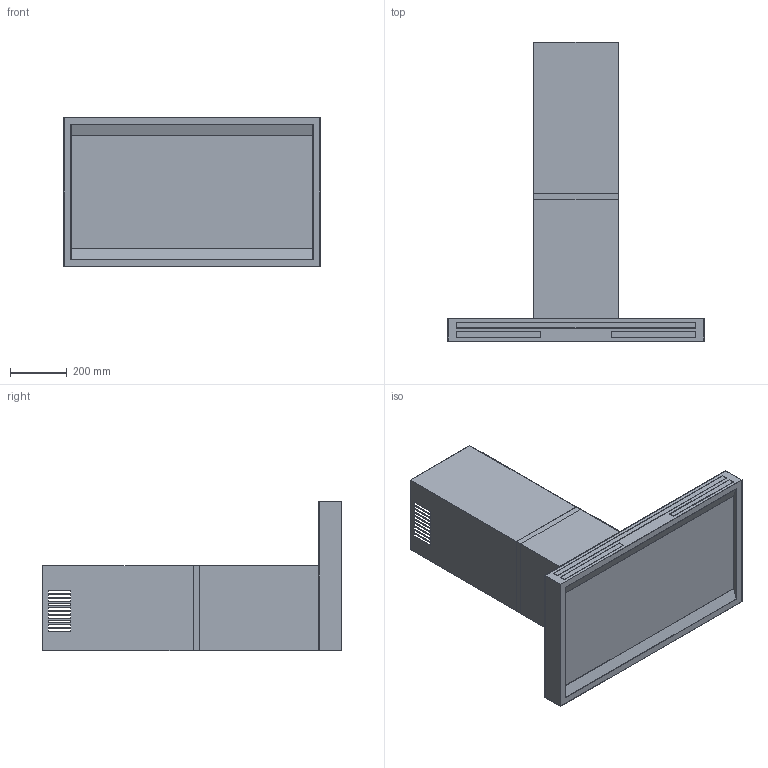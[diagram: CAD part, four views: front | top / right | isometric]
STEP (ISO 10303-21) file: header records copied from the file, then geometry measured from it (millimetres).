
FILE_DESCRIPTION((''),'2;1');
FILE_NAME('KLS-ALBW9S','2021-02-12T',('seona'),(''),'CREO PARAMETRIC BY PTC INC, 2016260','CREO PARAMETRIC BY PTC INC, 2016260','');
FILE_SCHEMA(('CONFIG_CONTROL_DESIGN'));
Length unit declared in the file: millimetre
Products named in the file (1): KLS-ALBW9S
Bounding box: 900 x 1050 x 525 mm (x, y, z)
Volume: 2103939.3 mm3; surface area: 4124426.2 mm2
Topology: 6 solids, 6 shells, 164 faces, 438 edges, 288 vertices
Faces by surface type: plane 160, bspline 4
Entity records: 5186 total; most frequent: CARTESIAN_POINT 982, ORIENTED_EDGE 876, DIRECTION 758, VECTOR 438, LINE 438, EDGE_CURVE 438, VERTEX_POINT 288, EDGE_LOOP 212
